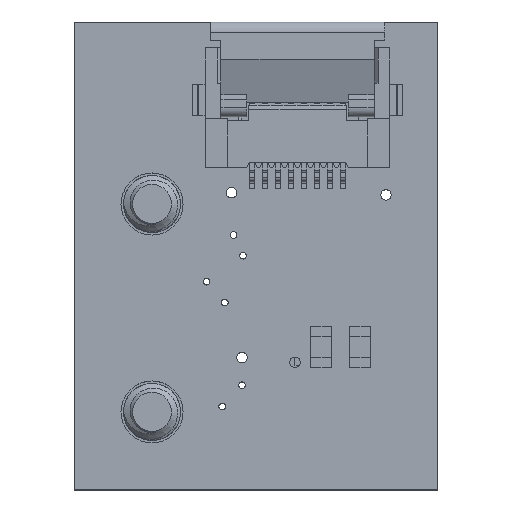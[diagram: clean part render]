
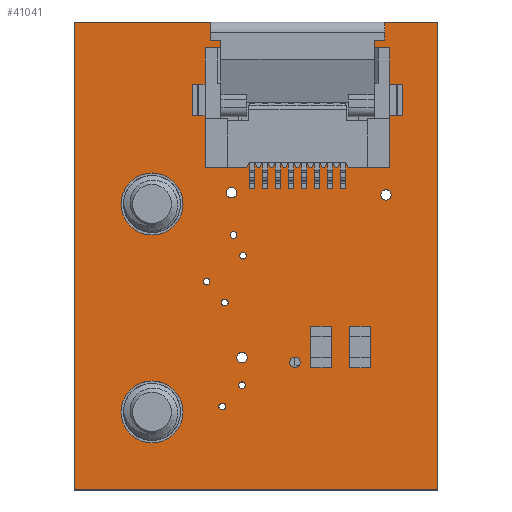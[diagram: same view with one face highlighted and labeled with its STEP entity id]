
A CAD part, top view. The second image highlights one B-rep face of the part: STEP entity #41041.
In plain terms, the highlighted planar face has unit normal (0, 0, 1).
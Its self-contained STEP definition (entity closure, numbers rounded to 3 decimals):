
#480=FACE_BOUND('',#4713,.T.);
#481=FACE_BOUND('',#4714,.T.);
#482=FACE_BOUND('',#4715,.T.);
#483=FACE_BOUND('',#4716,.T.);
#484=FACE_BOUND('',#4717,.T.);
#485=FACE_BOUND('',#4718,.T.);
#486=FACE_BOUND('',#4719,.T.);
#487=FACE_BOUND('',#4720,.T.);
#488=FACE_BOUND('',#4721,.T.);
#489=FACE_BOUND('',#4722,.T.);
#490=FACE_BOUND('',#4723,.T.);
#491=FACE_BOUND('',#4724,.T.);
#545=PLANE('',#43473);
#2516=FACE_OUTER_BOUND('',#4712,.T.);
#4712=EDGE_LOOP('',(#28438,#28439,#28440,#28441));
#4713=EDGE_LOOP('',(#28442));
#4714=EDGE_LOOP('',(#28443));
#4715=EDGE_LOOP('',(#28444));
#4716=EDGE_LOOP('',(#28445));
#4717=EDGE_LOOP('',(#28446));
#4718=EDGE_LOOP('',(#28447));
#4719=EDGE_LOOP('',(#28448));
#4720=EDGE_LOOP('',(#28449));
#4721=EDGE_LOOP('',(#28450));
#4722=EDGE_LOOP('',(#28451));
#4723=EDGE_LOOP('',(#28452));
#4724=EDGE_LOOP('',(#28453));
#6967=LINE('',#56620,#12551);
#6970=LINE('',#56626,#12554);
#6973=LINE('',#56632,#12557);
#6976=LINE('',#56636,#12560);
#12551=VECTOR('',#46032,10.);
#12554=VECTOR('',#46037,10.);
#12557=VECTOR('',#46042,10.);
#12560=VECTOR('',#46047,10.);
#18122=CIRCLE('',#43435,1.194);
#18124=CIRCLE('',#43438,0.203);
#18126=CIRCLE('',#43441,0.203);
#18128=CIRCLE('',#43444,0.127);
#18130=CIRCLE('',#43447,0.127);
#18132=CIRCLE('',#43450,0.127);
#18134=CIRCLE('',#43453,0.127);
#18136=CIRCLE('',#43456,0.127);
#18138=CIRCLE('',#43459,0.127);
#18140=CIRCLE('',#43462,0.203);
#18142=CIRCLE('',#43465,0.203);
#18144=CIRCLE('',#43468,1.194);
#18380=VERTEX_POINT('',#56544);
#18382=VERTEX_POINT('',#56550);
#18384=VERTEX_POINT('',#56556);
#18386=VERTEX_POINT('',#56562);
#18388=VERTEX_POINT('',#56568);
#18390=VERTEX_POINT('',#56574);
#18392=VERTEX_POINT('',#56580);
#18394=VERTEX_POINT('',#56586);
#18396=VERTEX_POINT('',#56592);
#18398=VERTEX_POINT('',#56598);
#18400=VERTEX_POINT('',#56604);
#18402=VERTEX_POINT('',#56610);
#18405=VERTEX_POINT('',#56617);
#18406=VERTEX_POINT('',#56619);
#18408=VERTEX_POINT('',#56625);
#18410=VERTEX_POINT('',#56631);
#22317=EDGE_CURVE('',#18380,#18380,#18122,.T.);
#22320=EDGE_CURVE('',#18382,#18382,#18124,.T.);
#22323=EDGE_CURVE('',#18384,#18384,#18126,.T.);
#22326=EDGE_CURVE('',#18386,#18386,#18128,.T.);
#22329=EDGE_CURVE('',#18388,#18388,#18130,.T.);
#22332=EDGE_CURVE('',#18390,#18390,#18132,.T.);
#22335=EDGE_CURVE('',#18392,#18392,#18134,.T.);
#22338=EDGE_CURVE('',#18394,#18394,#18136,.T.);
#22341=EDGE_CURVE('',#18396,#18396,#18138,.T.);
#22344=EDGE_CURVE('',#18398,#18398,#18140,.T.);
#22347=EDGE_CURVE('',#18400,#18400,#18142,.T.);
#22350=EDGE_CURVE('',#18402,#18402,#18144,.T.);
#22353=EDGE_CURVE('',#18406,#18405,#6967,.T.);
#22356=EDGE_CURVE('',#18408,#18406,#6970,.T.);
#22359=EDGE_CURVE('',#18410,#18408,#6973,.T.);
#22362=EDGE_CURVE('',#18405,#18410,#6976,.T.);
#28438=ORIENTED_EDGE('',*,*,#22362,.T.);
#28439=ORIENTED_EDGE('',*,*,#22359,.T.);
#28440=ORIENTED_EDGE('',*,*,#22356,.T.);
#28441=ORIENTED_EDGE('',*,*,#22353,.T.);
#28442=ORIENTED_EDGE('',*,*,#22317,.T.);
#28443=ORIENTED_EDGE('',*,*,#22320,.T.);
#28444=ORIENTED_EDGE('',*,*,#22323,.T.);
#28445=ORIENTED_EDGE('',*,*,#22326,.T.);
#28446=ORIENTED_EDGE('',*,*,#22329,.T.);
#28447=ORIENTED_EDGE('',*,*,#22332,.T.);
#28448=ORIENTED_EDGE('',*,*,#22335,.T.);
#28449=ORIENTED_EDGE('',*,*,#22338,.T.);
#28450=ORIENTED_EDGE('',*,*,#22341,.T.);
#28451=ORIENTED_EDGE('',*,*,#22344,.T.);
#28452=ORIENTED_EDGE('',*,*,#22347,.T.);
#28453=ORIENTED_EDGE('',*,*,#22350,.T.);
#41041=ADVANCED_FACE('',(#2516,#480,#481,#482,#483,#484,#485,#486,#487,
#488,#489,#490,#491),#545,.T.);
#43435=AXIS2_PLACEMENT_3D('',#56546,#45949,#45950);
#43438=AXIS2_PLACEMENT_3D('',#56552,#45956,#45957);
#43441=AXIS2_PLACEMENT_3D('',#56558,#45963,#45964);
#43444=AXIS2_PLACEMENT_3D('',#56564,#45970,#45971);
#43447=AXIS2_PLACEMENT_3D('',#56570,#45977,#45978);
#43450=AXIS2_PLACEMENT_3D('',#56576,#45984,#45985);
#43453=AXIS2_PLACEMENT_3D('',#56582,#45991,#45992);
#43456=AXIS2_PLACEMENT_3D('',#56588,#45998,#45999);
#43459=AXIS2_PLACEMENT_3D('',#56594,#46005,#46006);
#43462=AXIS2_PLACEMENT_3D('',#56600,#46012,#46013);
#43465=AXIS2_PLACEMENT_3D('',#56606,#46019,#46020);
#43468=AXIS2_PLACEMENT_3D('',#56612,#46026,#46027);
#43473=AXIS2_PLACEMENT_3D('',#56637,#46048,#46049);
#45949=DIRECTION('center_axis',(0.,0.,-1.));
#45950=DIRECTION('ref_axis',(-1.,0.,0.));
#45956=DIRECTION('center_axis',(0.,0.,-1.));
#45957=DIRECTION('ref_axis',(1.,0.,0.));
#45963=DIRECTION('center_axis',(0.,0.,-1.));
#45964=DIRECTION('ref_axis',(1.,0.,0.));
#45970=DIRECTION('center_axis',(0.,0.,-1.));
#45971=DIRECTION('ref_axis',(1.,0.,0.));
#45977=DIRECTION('center_axis',(0.,0.,-1.));
#45978=DIRECTION('ref_axis',(1.,0.,0.));
#45984=DIRECTION('center_axis',(0.,0.,-1.));
#45985=DIRECTION('ref_axis',(1.,0.,0.));
#45991=DIRECTION('center_axis',(0.,0.,-1.));
#45992=DIRECTION('ref_axis',(1.,0.,0.));
#45998=DIRECTION('center_axis',(0.,0.,-1.));
#45999=DIRECTION('ref_axis',(1.,0.,0.));
#46005=DIRECTION('center_axis',(0.,0.,-1.));
#46006=DIRECTION('ref_axis',(1.,0.,0.));
#46012=DIRECTION('center_axis',(0.,0.,-1.));
#46013=DIRECTION('ref_axis',(1.,0.,0.));
#46019=DIRECTION('center_axis',(0.,0.,-1.));
#46020=DIRECTION('ref_axis',(1.,0.,0.));
#46026=DIRECTION('center_axis',(0.,0.,-1.));
#46027=DIRECTION('ref_axis',(-1.,0.,0.));
#46032=DIRECTION('',(1.,0.,0.));
#46037=DIRECTION('',(0.,-1.,0.));
#46042=DIRECTION('',(-1.,0.,0.));
#46047=DIRECTION('',(0.,1.,0.));
#46048=DIRECTION('center_axis',(0.,0.,1.));
#46049=DIRECTION('ref_axis',(1.,0.,0.));
#56544=CARTESIAN_POINT('',(4.194,11.,1.53));
#56546=CARTESIAN_POINT('Origin',(3.,11.,1.53));
#56550=CARTESIAN_POINT('',(6.257,5.095,1.53));
#56552=CARTESIAN_POINT('Origin',(6.46,5.095,1.53));
#56556=CARTESIAN_POINT('',(8.297,4.91,1.53));
#56558=CARTESIAN_POINT('Origin',(8.5,4.91,1.53));
#56562=CARTESIAN_POINT('',(5.573,3.21,1.53));
#56564=CARTESIAN_POINT('Origin',(5.7,3.21,1.53));
#56568=CARTESIAN_POINT('',(6.373,9.01,1.53));
#56570=CARTESIAN_POINT('Origin',(6.5,9.01,1.53));
#56574=CARTESIAN_POINT('',(4.973,8.01,1.53));
#56576=CARTESIAN_POINT('Origin',(5.1,8.01,1.53));
#56580=CARTESIAN_POINT('',(6.013,9.81,1.53));
#56582=CARTESIAN_POINT('Origin',(6.14,9.81,1.53));
#56586=CARTESIAN_POINT('',(5.673,7.21,1.53));
#56588=CARTESIAN_POINT('Origin',(5.8,7.21,1.53));
#56592=CARTESIAN_POINT('',(6.337,4.029,1.53));
#56594=CARTESIAN_POINT('Origin',(6.464,4.029,1.53));
#56598=CARTESIAN_POINT('',(11.797,11.35,1.53));
#56600=CARTESIAN_POINT('Origin',(12.,11.35,1.53));
#56604=CARTESIAN_POINT('',(5.857,11.435,1.53));
#56606=CARTESIAN_POINT('Origin',(6.06,11.435,1.53));
#56610=CARTESIAN_POINT('',(4.194,3.,1.53));
#56612=CARTESIAN_POINT('Origin',(3.,3.,1.53));
#56617=CARTESIAN_POINT('',(14.,0.,1.53));
#56619=CARTESIAN_POINT('',(0.,0.,1.53));
#56620=CARTESIAN_POINT('',(0.,0.,1.53));
#56625=CARTESIAN_POINT('',(0.,18.,1.53));
#56626=CARTESIAN_POINT('',(0.,18.,1.53));
#56631=CARTESIAN_POINT('',(14.,18.,1.53));
#56632=CARTESIAN_POINT('',(14.,18.,1.53));
#56636=CARTESIAN_POINT('',(14.,0.,1.53));
#56637=CARTESIAN_POINT('Origin',(7.,9.,1.53));
